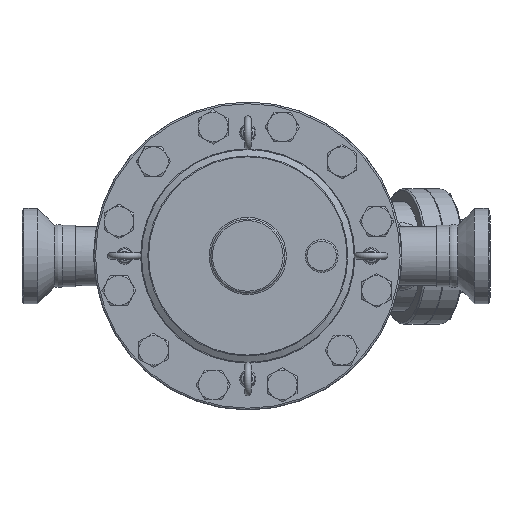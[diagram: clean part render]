
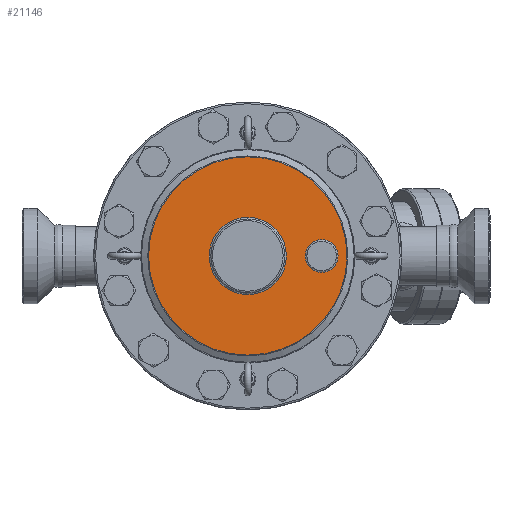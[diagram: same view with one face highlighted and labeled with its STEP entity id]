
A CAD part, top view. The second image highlights one B-rep face of the part: STEP entity #21146.
In plain terms, the highlighted planar face has unit normal (0, 0, 1).
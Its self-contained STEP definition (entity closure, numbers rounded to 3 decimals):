
#21084=CARTESIAN_POINT('',(110.0,0.,76.));
#21085=VERTEX_POINT('',#21084);
#21086=CARTESIAN_POINT('',(90.0,0.0,76.));
#21087=DIRECTION('',(0.0,0.0,1.0));
#21088=DIRECTION('',(-1.0,0.0,0.0));
#21089=AXIS2_PLACEMENT_3D('',#21086,#21087,#21088);
#21090=CIRCLE('',#21089,20.0);
#21091=EDGE_CURVE('',#21085,#21085,#21090,.T.);
#21116=CARTESIAN_POINT('',(60.67,0.0,76.));
#21117=DIRECTION('',(0.0,0.0,1.0));
#21118=DIRECTION('',(1.0,0.0,0.0));
#21119=AXIS2_PLACEMENT_3D('',#21116,#21117,#21118);
#21120=PLANE('',#21119);
#21121=CARTESIAN_POINT('',(120.804,0.,76.));
#21122=VERTEX_POINT('',#21121);
#21123=CARTESIAN_POINT('',(0.,0.0,76.));
#21124=DIRECTION('',(0.0,0.0,-1.0));
#21125=DIRECTION('',(-1.0,0.0,0.0));
#21126=AXIS2_PLACEMENT_3D('',#21123,#21124,#21125);
#21127=CIRCLE('',#21126,120.804);
#21128=EDGE_CURVE('',#21122,#21122,#21127,.T.);
#21129=ORIENTED_EDGE('',*,*,#21128,.F.);
#21130=EDGE_LOOP('',(#21129));
#21131=FACE_OUTER_BOUND('',#21130,.T.);
#21132=CARTESIAN_POINT('',(47.0,0.,76.));
#21133=VERTEX_POINT('',#21132);
#21134=CARTESIAN_POINT('',(0.,0.0,76.));
#21135=DIRECTION('',(0.0,0.0,1.0));
#21136=DIRECTION('',(-1.0,0.0,0.0));
#21137=AXIS2_PLACEMENT_3D('',#21134,#21135,#21136);
#21138=CIRCLE('',#21137,47.0);
#21139=EDGE_CURVE('',#21133,#21133,#21138,.T.);
#21140=ORIENTED_EDGE('',*,*,#21139,.F.);
#21141=EDGE_LOOP('',(#21140));
#21142=FACE_BOUND('',#21141,.T.);
#21143=ORIENTED_EDGE('',*,*,#21091,.F.);
#21144=EDGE_LOOP('',(#21143));
#21145=FACE_BOUND('',#21144,.T.);
#21146=ADVANCED_FACE('',(#21131,#21142,#21145),#21120,.T.);
